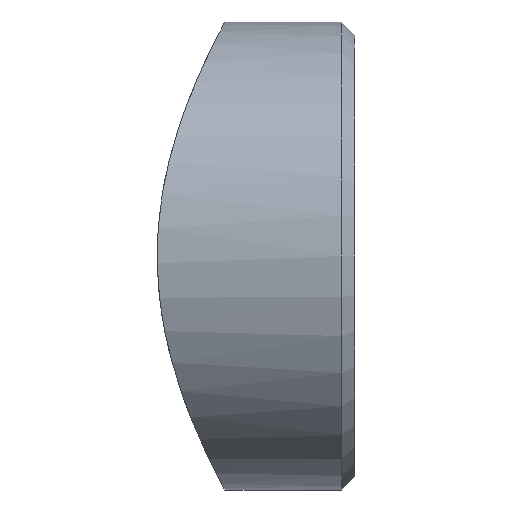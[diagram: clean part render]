
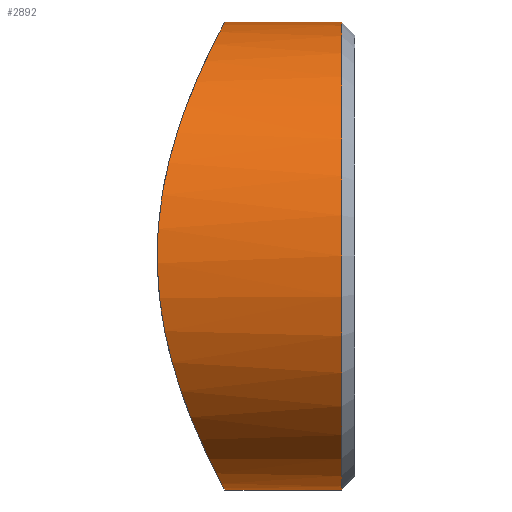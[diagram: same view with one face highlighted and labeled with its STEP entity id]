
A CAD part, left-side view. The second image highlights one B-rep face of the part: STEP entity #2892.
In plain terms, the highlighted cylindrical face has radius 9 mm (diameter 18 mm), a partial arc.
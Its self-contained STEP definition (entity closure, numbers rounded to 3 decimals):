
#310 = CARTESIAN_POINT ( 'NONE',  ( 0., 12., 9. ) ) ;
#406 = VECTOR ( 'NONE', #14058, 1000. ) ;
#901 = CARTESIAN_POINT ( 'NONE',  ( -8.939, 7.566, 1.204 ) ) ;
#1005 = CARTESIAN_POINT ( 'NONE',  ( 0., 5., 9. ) ) ;
#1048 = CARTESIAN_POINT ( 'NONE',  ( -4.798, 5.696, -7.62 ) ) ;
#1056 = FACE_OUTER_BOUND ( 'NONE', #11232, .T. ) ;
#2039 = CARTESIAN_POINT ( 'NONE',  ( -5.965, 6.085, -6.764 ) ) ;
#2180 = CARTESIAN_POINT ( 'NONE',  ( -8.986, 7.596, -0.584 ) ) ;
#2892 = ADVANCED_FACE ( 'NONE', ( #1056 ), #3169, .T. ) ;
#3122 = CARTESIAN_POINT ( 'NONE',  ( -7.784, 6.905, 4.527 ) ) ;
#3169 = CYLINDRICAL_SURFACE ( 'NONE', #12053, 9. ) ;
#3207 = CARTESIAN_POINT ( 'NONE',  ( -4.545, 5.622, -7.773 ) ) ;
#3261 = CARTESIAN_POINT ( 'NONE',  ( -6.781, 6.418, 5.946 ) ) ;
#3302 = CARTESIAN_POINT ( 'NONE',  ( -2.938, 5.256, 8.512 ) ) ;
#3434 = VERTEX_POINT ( 'NONE', #5289 ) ;
#3866 = DIRECTION ( 'NONE',  ( 0., -1., 0. ) ) ;
#3945 = VECTOR ( 'NONE', #11460, 1000. ) ;
#4123 = LINE ( 'NONE', #13662, #3945 ) ;
#4281 = CARTESIAN_POINT ( 'NONE',  ( -8.06, 7.052, 4.015 ) ) ;
#4329 = CARTESIAN_POINT ( 'NONE',  ( -8.882, 7.531, -1.484 ) ) ;
#4376 = CARTESIAN_POINT ( 'NONE',  ( -9., 7.605, -0.285 ) ) ;
#4968 = CARTESIAN_POINT ( 'NONE',  ( 0., 12., 0. ) ) ;
#5076 = EDGE_CURVE ( 'NONE', #10220, #13418, #10938, .T. ) ;
#5289 = CARTESIAN_POINT ( 'NONE',  ( 0., 0.5, 9. ) ) ;
#5345 = CARTESIAN_POINT ( 'NONE',  ( -4.039, 5.482, 8.065 ) ) ;
#5428 = CARTESIAN_POINT ( 'NONE',  ( -2.954, 5.252, -8.522 ) ) ;
#5480 = CARTESIAN_POINT ( 'NONE',  ( -6.78, 6.418, -5.947 ) ) ;
#5530 = CARTESIAN_POINT ( 'NONE',  ( -3.218, 5.308, 8.41 ) ) ;
#6411 = CARTESIAN_POINT ( 'NONE',  ( -7.152, 6.589, -5.494 ) ) ;
#6457 = CARTESIAN_POINT ( 'NONE',  ( -8.186, 7.121, 3.752 ) ) ;
#6503 = CARTESIAN_POINT ( 'NONE',  ( -1.508, 5.065, -8.878 ) ) ;
#6557 = CARTESIAN_POINT ( 'NONE',  ( -5.968, 6.086, 6.762 ) ) ;
#6602 = CARTESIAN_POINT ( 'NONE',  ( -4.552, 5.619, 7.786 ) ) ;
#6886 = ORIENTED_EDGE ( 'NONE', *, *, #11314, .T. ) ;
#7144 = ORIENTED_EDGE ( 'NONE', *, *, #13609, .T. ) ;
#7533 = CARTESIAN_POINT ( 'NONE',  ( 0., 5., -9. ) ) ;
#7589 = CARTESIAN_POINT ( 'NONE',  ( -0.602, 5.008, 8.985 ) ) ;
#7682 = CARTESIAN_POINT ( 'NONE',  ( -1.499, 5.064, 8.879 ) ) ;
#7729 = CARTESIAN_POINT ( 'NONE',  ( -3.764, 5.423, -8.18 ) ) ;
#7855 = VERTEX_POINT ( 'NONE', #9228 ) ;
#8258 = CARTESIAN_POINT ( 'NONE',  ( 0., 5., -9. ) ) ;
#8758 = CARTESIAN_POINT ( 'NONE',  ( -8.927, 7.559, -1.185 ) ) ;
#8864 = CARTESIAN_POINT ( 'NONE',  ( 0., 5., 9. ) ) ;
#9228 = CARTESIAN_POINT ( 'NONE',  ( 0., 0.5, -9. ) ) ;
#9365 = DIRECTION ( 'NONE',  ( 0., 0., -1. ) ) ;
#9799 = DIRECTION ( 'NONE',  ( 0., 1., 0. ) ) ;
#9831 = CARTESIAN_POINT ( 'NONE',  ( -4.028, 5.486, -8.054 ) ) ;
#9852 = DIRECTION ( 'NONE',  ( 0., 0., 1. ) ) ;
#9879 = CARTESIAN_POINT ( 'NONE',  ( -8.705, 7.422, -2.362 ) ) ;
#9925 = CARTESIAN_POINT ( 'NONE',  ( -2.371, 5.165, 8.687 ) ) ;
#9970 = CARTESIAN_POINT ( 'NONE',  ( -8.075, 7.058, -4.019 ) ) ;
#10220 = VERTEX_POINT ( 'NONE', #1005 ) ;
#10929 = CARTESIAN_POINT ( 'NONE',  ( -8.999, 7.604, 0.61 ) ) ;
#10938 = B_SPLINE_CURVE_WITH_KNOTS ( 'NONE', 3,
 ( #8864, #14393, #7589, #13190, #7682, #12262, #9925, #3302, #5530, #5345, #6602, #12066, #6557, #3261, #12217, #11120, #3122, #4281, #6457, #11070, #12167, #901, #10929, #4376, #2180, #8758, #4329, #9879, #11023, #9970, #13236, #6411, #5480, #2039, #14302, #1048, #3207, #9831, #7729, #5428, #13281, #6503, #13329, #14439, #14251, #7533 ),
 .UNSPECIFIED., .F., .F.,
 ( 4, 2, 2, 2, 2, 2, 2, 2, 2, 2, 2, 2, 2, 2, 2, 2, 2, 2, 2, 2, 2, 2, 4 ),
 ( 0.029, 0.03, 0.03, 0.031, 0.032, 0.034, 0.036, 0.038, 0.039, 0.039, 0.041, 0.043, 0.044, 0.045, 0.047, 0.048, 0.05, 0.052, 0.053, 0.054, 0.056, 0.056, 0.057 ),
 .UNSPECIFIED. ) ;
#11023 = CARTESIAN_POINT ( 'NONE',  ( -8.531, 7.317, -2.927 ) ) ;
#11070 = CARTESIAN_POINT ( 'NONE',  ( -8.524, 7.313, 2.947 ) ) ;
#11120 = CARTESIAN_POINT ( 'NONE',  ( -7.633, 6.827, 4.778 ) ) ;
#11232 = EDGE_LOOP ( 'NONE', ( #11572, #11638, #6886, #7144 ) ) ;
#11314 = EDGE_CURVE ( 'NONE', #13418, #7855, #4123, .T. ) ;
#11460 = DIRECTION ( 'NONE',  ( 0., -1., 0. ) ) ;
#11572 = ORIENTED_EDGE ( 'NONE', *, *, #12202, .F. ) ;
#11638 = ORIENTED_EDGE ( 'NONE', *, *, #5076, .T. ) ;
#12053 = AXIS2_PLACEMENT_3D ( 'NONE', #4968, #3866, #9365 ) ;
#12066 = CARTESIAN_POINT ( 'NONE',  ( -5.515, 5.92, 7.136 ) ) ;
#12135 = CARTESIAN_POINT ( 'NONE',  ( 0., 0.5, 0. ) ) ;
#12137 = CIRCLE ( 'NONE', #13278, 9. ) ;
#12167 = CARTESIAN_POINT ( 'NONE',  ( -8.699, 7.419, 2.385 ) ) ;
#12202 = EDGE_CURVE ( 'NONE', #10220, #3434, #13902, .T. ) ;
#12217 = CARTESIAN_POINT ( 'NONE',  ( -7.146, 6.586, 5.502 ) ) ;
#12262 = CARTESIAN_POINT ( 'NONE',  ( -2.083, 5.127, 8.761 ) ) ;
#13190 = CARTESIAN_POINT ( 'NONE',  ( -1.203, 5.04, 8.924 ) ) ;
#13236 = CARTESIAN_POINT ( 'NONE',  ( -7.797, 6.908, -4.533 ) ) ;
#13278 = AXIS2_PLACEMENT_3D ( 'NONE', #12135, #9799, #9852 ) ;
#13281 = CARTESIAN_POINT ( 'NONE',  ( -2.391, 5.16, -8.697 ) ) ;
#13329 = CARTESIAN_POINT ( 'NONE',  ( -1.207, 5.041, -8.924 ) ) ;
#13418 = VERTEX_POINT ( 'NONE', #8258 ) ;
#13609 = EDGE_CURVE ( 'NONE', #7855, #3434, #12137, .T. ) ;
#13662 = CARTESIAN_POINT ( 'NONE',  ( 0., 12., -9. ) ) ;
#13902 = LINE ( 'NONE', #310, #406 ) ;
#14058 = DIRECTION ( 'NONE',  ( 0., -1., 0. ) ) ;
#14251 = CARTESIAN_POINT ( 'NONE',  ( -0.303, 5., -9. ) ) ;
#14302 = CARTESIAN_POINT ( 'NONE',  ( -5.521, 5.922, -7.131 ) ) ;
#14393 = CARTESIAN_POINT ( 'NONE',  ( -0.299, 5., 9. ) ) ;
#14439 = CARTESIAN_POINT ( 'NONE',  ( -0.606, 5.008, -8.985 ) ) ;
